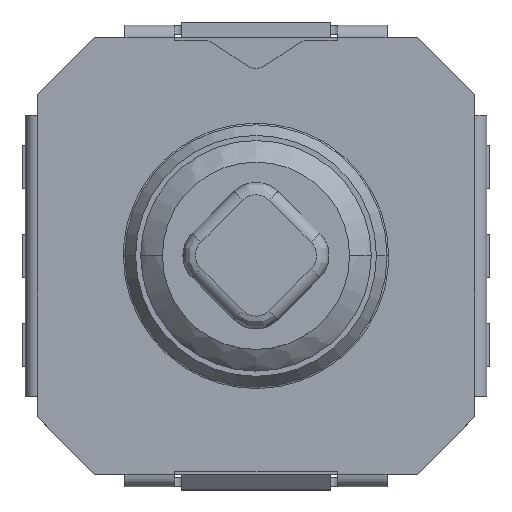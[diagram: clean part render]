
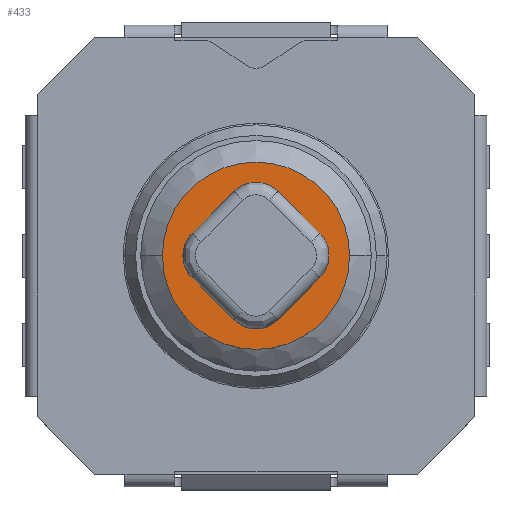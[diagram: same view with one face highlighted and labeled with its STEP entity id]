
A CAD part, top view. The second image highlights one B-rep face of the part: STEP entity #433.
In plain terms, the highlighted planar face has unit normal (0, 0, 1).
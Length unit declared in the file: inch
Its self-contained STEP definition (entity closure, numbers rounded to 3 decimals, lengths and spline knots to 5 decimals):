
#65 = PLANE ( 'NONE',  #2644 ) ;
#203 = CARTESIAN_POINT ( 'NONE',  ( 0., 0., -0.11811 ) ) ;
#342 = CARTESIAN_POINT ( 'NONE',  ( 0.05906, 0., -0.11811 ) ) ;
#389 = VERTEX_POINT ( 'NONE', #2371 ) ;
#428 = VERTEX_POINT ( 'NONE', #2981 ) ;
#433 = ADVANCED_FACE ( 'NONE', ( #4173, #3639 ), #65, .T. ) ;
#557 = CARTESIAN_POINT ( 'NONE',  ( 0., 0.02645, -0.11811 ) ) ;
#626 = DIRECTION ( 'NONE',  ( 0., 0., 1. ) ) ;
#680 = CARTESIAN_POINT ( 'NONE',  ( 0.02645, 0., -0.11811 ) ) ;
#719 = CARTESIAN_POINT ( 'NONE',  ( 0., 0., -0.11811 ) ) ;
#790 = DIRECTION ( 'NONE',  ( -1., 0., 0. ) ) ;
#835 = EDGE_LOOP ( 'NONE', ( #1515, #5777 ) ) ;
#930 = DIRECTION ( 'NONE',  ( 0., 0., 1. ) ) ;
#1064 = EDGE_CURVE ( 'NONE', #6152, #3830, #2051, .T. ) ;
#1121 = CIRCLE ( 'NONE', #4297, 0.01969 ) ;
#1161 = CARTESIAN_POINT ( 'NONE',  ( 0.05429, 0., -0.11811 ) ) ;
#1180 = ORIENTED_EDGE ( 'NONE', *, *, #5687, .T. ) ;
#1209 = DIRECTION ( 'NONE',  ( 0., 0., 1. ) ) ;
#1257 = AXIS2_PLACEMENT_3D ( 'NONE', #557, #1209, #2885 ) ;
#1390 = CIRCLE ( 'NONE', #1642, 0.01969 ) ;
#1394 = AXIS2_PLACEMENT_3D ( 'NONE', #1773, #5770, #7480 ) ;
#1515 = ORIENTED_EDGE ( 'NONE', *, *, #1950, .F. ) ;
#1642 = AXIS2_PLACEMENT_3D ( 'NONE', #680, #3011, #2449 ) ;
#1773 = CARTESIAN_POINT ( 'NONE',  ( -0.02645, 0., -0.11811 ) ) ;
#1890 = CARTESIAN_POINT ( 'NONE',  ( 0., -0.02645, -0.11811 ) ) ;
#1950 = EDGE_CURVE ( 'NONE', #3830, #6152, #6566, .T. ) ;
#1994 = CIRCLE ( 'NONE', #1394, 0.01969 ) ;
#2033 = CARTESIAN_POINT ( 'NONE',  ( 0., 0., -0.11811 ) ) ;
#2051 = CIRCLE ( 'NONE', #3887, 0.05906 ) ;
#2135 = CARTESIAN_POINT ( 'NONE',  ( -0.04037, 0.01392, -0.11811 ) ) ;
#2246 = CARTESIAN_POINT ( 'NONE',  ( 0.05429, 0., -0.11811 ) ) ;
#2278 = DIRECTION ( 'NONE',  ( 0.707, -0.707, 0. ) ) ;
#2371 = CARTESIAN_POINT ( 'NONE',  ( -0.04037, 0.01392, -0.11811 ) ) ;
#2394 = CARTESIAN_POINT ( 'NONE',  ( 0., -0.05429, -0.11811 ) ) ;
#2435 = LINE ( 'NONE', #2394, #7223 ) ;
#2438 = VERTEX_POINT ( 'NONE', #5797 ) ;
#2449 = DIRECTION ( 'NONE',  ( -1., 0., 0. ) ) ;
#2626 = DIRECTION ( 'NONE',  ( 0., 0., 1. ) ) ;
#2644 = AXIS2_PLACEMENT_3D ( 'NONE', #2033, #930, #6256 ) ;
#2737 = LINE ( 'NONE', #2135, #4878 ) ;
#2810 = LINE ( 'NONE', #2246, #3408 ) ;
#2858 = CARTESIAN_POINT ( 'NONE',  ( 0.04037, -0.01392, -0.11811 ) ) ;
#2885 = DIRECTION ( 'NONE',  ( -1., 0., 0. ) ) ;
#2981 = CARTESIAN_POINT ( 'NONE',  ( 0.01392, 0.04037, -0.11811 ) ) ;
#3011 = DIRECTION ( 'NONE',  ( 0., 0., 1. ) ) ;
#3088 = VERTEX_POINT ( 'NONE', #7014 ) ;
#3100 = CARTESIAN_POINT ( 'NONE',  ( 0.01392, -0.04037, -0.11811 ) ) ;
#3244 = DIRECTION ( 'NONE',  ( -1., 0., 0. ) ) ;
#3308 = EDGE_CURVE ( 'NONE', #389, #4239, #2737, .T. ) ;
#3408 = VECTOR ( 'NONE', #4580, 39.37008 ) ;
#3517 = EDGE_CURVE ( 'NONE', #6597, #3974, #2810, .T. ) ;
#3541 = CARTESIAN_POINT ( 'NONE',  ( -0.01392, 0.04037, -0.11811 ) ) ;
#3639 = FACE_OUTER_BOUND ( 'NONE', #835, .T. ) ;
#3649 = AXIS2_PLACEMENT_3D ( 'NONE', #719, #5480, #6531 ) ;
#3830 = VERTEX_POINT ( 'NONE', #5533 ) ;
#3858 = CARTESIAN_POINT ( 'NONE',  ( -0.02645, 0., -0.11811 ) ) ;
#3887 = AXIS2_PLACEMENT_3D ( 'NONE', #203, #6725, #3244 ) ;
#3974 = VERTEX_POINT ( 'NONE', #3100 ) ;
#4041 = VECTOR ( 'NONE', #2278, 39.37008 ) ;
#4105 = ORIENTED_EDGE ( 'NONE', *, *, #5816, .F. ) ;
#4173 = FACE_BOUND ( 'NONE', #6673, .T. ) ;
#4239 = VERTEX_POINT ( 'NONE', #3541 ) ;
#4261 = DIRECTION ( 'NONE',  ( -1., 0., 0. ) ) ;
#4297 = AXIS2_PLACEMENT_3D ( 'NONE', #3858, #2626, #790 ) ;
#4378 = VERTEX_POINT ( 'NONE', #5396 ) ;
#4446 = CIRCLE ( 'NONE', #1257, 0.01969 ) ;
#4551 = ORIENTED_EDGE ( 'NONE', *, *, #4595, .T. ) ;
#4580 = DIRECTION ( 'NONE',  ( -0.707, -0.707, 0. ) ) ;
#4595 = EDGE_CURVE ( 'NONE', #428, #3088, #7549, .T. ) ;
#4878 = VECTOR ( 'NONE', #5116, 39.37008 ) ;
#4977 = ORIENTED_EDGE ( 'NONE', *, *, #6633, .F. ) ;
#5068 = ORIENTED_EDGE ( 'NONE', *, *, #3517, .T. ) ;
#5116 = DIRECTION ( 'NONE',  ( 0.707, 0.707, 0. ) ) ;
#5284 = DIRECTION ( 'NONE',  ( -0.707, 0.707, 0. ) ) ;
#5320 = ORIENTED_EDGE ( 'NONE', *, *, #6279, .F. ) ;
#5396 = CARTESIAN_POINT ( 'NONE',  ( -0.04613, 0., -0.11811 ) ) ;
#5480 = DIRECTION ( 'NONE',  ( 0., 0., -1. ) ) ;
#5533 = CARTESIAN_POINT ( 'NONE',  ( -0.05906, 0., -0.11811 ) ) ;
#5597 = VERTEX_POINT ( 'NONE', #6288 ) ;
#5687 = EDGE_CURVE ( 'NONE', #2438, #5597, #2435, .T. ) ;
#5689 = ORIENTED_EDGE ( 'NONE', *, *, #6912, .F. ) ;
#5770 = DIRECTION ( 'NONE',  ( 0., 0., 1. ) ) ;
#5777 = ORIENTED_EDGE ( 'NONE', *, *, #1064, .F. ) ;
#5792 = CIRCLE ( 'NONE', #6289, 0.01969 ) ;
#5797 = CARTESIAN_POINT ( 'NONE',  ( -0.01392, -0.04037, -0.11811 ) ) ;
#5816 = EDGE_CURVE ( 'NONE', #4378, #5597, #1121, .T. ) ;
#6036 = ORIENTED_EDGE ( 'NONE', *, *, #3308, .T. ) ;
#6152 = VERTEX_POINT ( 'NONE', #342 ) ;
#6256 = DIRECTION ( 'NONE',  ( 1., 0., 0. ) ) ;
#6279 = EDGE_CURVE ( 'NONE', #6597, #3088, #1390, .T. ) ;
#6288 = CARTESIAN_POINT ( 'NONE',  ( -0.04037, -0.01392, -0.11811 ) ) ;
#6289 = AXIS2_PLACEMENT_3D ( 'NONE', #1890, #626, #4261 ) ;
#6531 = DIRECTION ( 'NONE',  ( -1., 0., 0. ) ) ;
#6566 = CIRCLE ( 'NONE', #3649, 0.05906 ) ;
#6597 = VERTEX_POINT ( 'NONE', #2858 ) ;
#6633 = EDGE_CURVE ( 'NONE', #428, #4239, #4446, .T. ) ;
#6673 = EDGE_LOOP ( 'NONE', ( #5689, #6036, #4977, #4551, #5320, #5068, #6905, #1180, #4105 ) ) ;
#6725 = DIRECTION ( 'NONE',  ( 0., 0., -1. ) ) ;
#6905 = ORIENTED_EDGE ( 'NONE', *, *, #7063, .F. ) ;
#6912 = EDGE_CURVE ( 'NONE', #389, #4378, #1994, .T. ) ;
#7014 = CARTESIAN_POINT ( 'NONE',  ( 0.04037, 0.01392, -0.11811 ) ) ;
#7063 = EDGE_CURVE ( 'NONE', #2438, #3974, #5792, .T. ) ;
#7223 = VECTOR ( 'NONE', #5284, 39.37008 ) ;
#7480 = DIRECTION ( 'NONE',  ( -1., 0., 0. ) ) ;
#7549 = LINE ( 'NONE', #1161, #4041 ) ;
